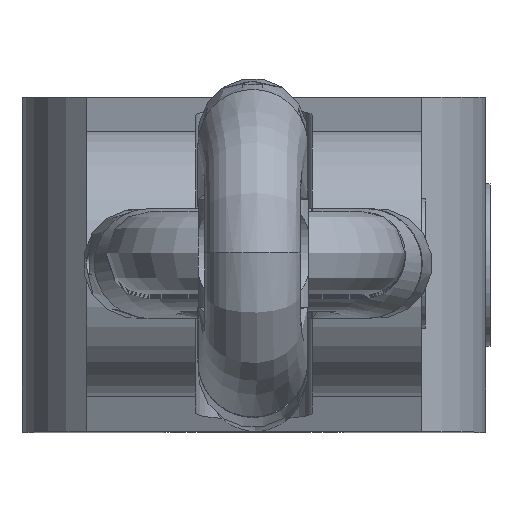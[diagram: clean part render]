
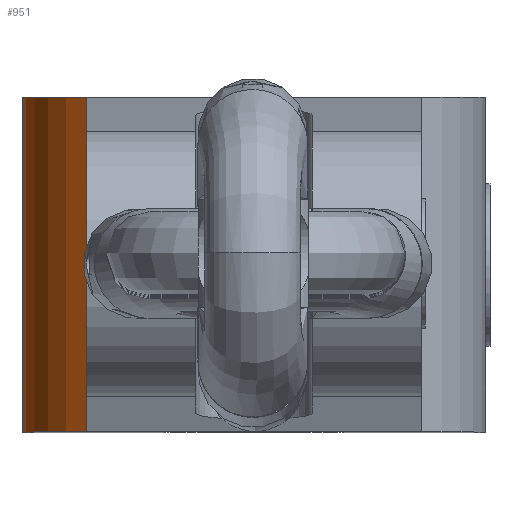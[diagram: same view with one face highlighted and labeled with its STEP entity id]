
A CAD part, top view. The second image highlights one B-rep face of the part: STEP entity #951.
In plain terms, the highlighted cylindrical face has radius 216.153 mm (diameter 432.307 mm), a partial arc.
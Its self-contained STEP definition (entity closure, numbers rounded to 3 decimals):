
#517 = VERTEX_POINT('',#518);
#518 = CARTESIAN_POINT('',(-285.5,0.,542.534));
#524 = EDGE_CURVE('',#525,#517,#527,.T.);
#525 = VERTEX_POINT('',#526);
#526 = CARTESIAN_POINT('',(-285.5,412.,542.534));
#527 = LINE('',#528,#529);
#528 = CARTESIAN_POINT('',(-285.5,647.672,542.534));
#529 = VECTOR('',#530,1.);
#530 = DIRECTION('',(0.,-1.,0.));
#798 = VERTEX_POINT('',#799);
#799 = CARTESIAN_POINT('',(-173.903,412.,723.5));
#805 = EDGE_CURVE('',#798,#806,#808,.T.);
#806 = VERTEX_POINT('',#807);
#807 = CARTESIAN_POINT('',(-173.903,0.,723.5));
#808 = LINE('',#809,#810);
#809 = CARTESIAN_POINT('',(-173.903,647.672,723.5));
#810 = VECTOR('',#811,1.);
#811 = DIRECTION('',(0.,-1.,0.));
#866 = EDGE_CURVE('',#525,#798,#867,.T.);
#867 = CIRCLE('',#868,216.153);
#868 = AXIS2_PLACEMENT_3D('',#869,#870,#871);
#869 = CARTESIAN_POINT('',(-69.506,412.,534.229));
#870 = DIRECTION('',(0.,1.,0.));
#871 = DIRECTION('',(0.,0.,1.));
#928 = EDGE_CURVE('',#806,#517,#929,.T.);
#929 = CIRCLE('',#930,216.153);
#930 = AXIS2_PLACEMENT_3D('',#931,#932,#933);
#931 = CARTESIAN_POINT('',(-69.506,0.,534.229));
#932 = DIRECTION('',(0.,-1.,0.));
#933 = DIRECTION('',(1.,0.,0.));
#951 = ADVANCED_FACE('',(#952),#958,.T.);
#952 = FACE_BOUND('',#953,.T.);
#953 = EDGE_LOOP('',(#954,#955,#956,#957));
#954 = ORIENTED_EDGE('',*,*,#524,.T.);
#955 = ORIENTED_EDGE('',*,*,#928,.F.);
#956 = ORIENTED_EDGE('',*,*,#805,.F.);
#957 = ORIENTED_EDGE('',*,*,#866,.F.);
#958 = CYLINDRICAL_SURFACE('',#959,216.153);
#959 = AXIS2_PLACEMENT_3D('',#960,#961,#962);
#960 = CARTESIAN_POINT('',(-69.506,647.672,
    534.229));
#961 = DIRECTION('',(0.,-1.,0.));
#962 = DIRECTION('',(0.,0.,-1.));
